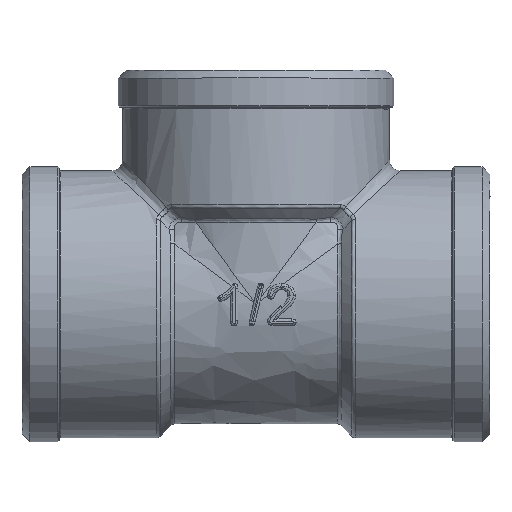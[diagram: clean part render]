
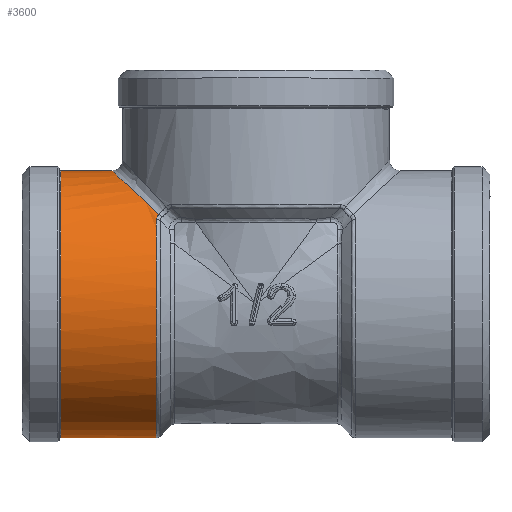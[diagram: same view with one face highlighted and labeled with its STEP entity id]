
A CAD part, top view. The second image highlights one B-rep face of the part: STEP entity #3600.
In plain terms, the highlighted free-form (B-spline) face has degree [2, 1] with [5, 2] control points.
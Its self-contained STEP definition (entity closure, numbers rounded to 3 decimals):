
#77 = VERTEX_POINT('',#78);
#78 = CARTESIAN_POINT('',(-8.594,-11.526,
    0.));
#2220 = VERTEX_POINT('',#2221);
#2221 = CARTESIAN_POINT('',(-16.853,11.526,0.));
#2240 = VERTEX_POINT('',#2241);
#2241 = CARTESIAN_POINT('',(-16.853,-11.526,
    0.));
#3600 = ADVANCED_FACE('',(#3601),#3649,.T.);
#3601 = FACE_BOUND('',#3602,.T.);
#3602 = EDGE_LOOP('',(#3603,#3611,#3616,#3624,#3635,#3644));
#3603 = ORIENTED_EDGE('',*,*,#3604,.T.);
#3604 = EDGE_CURVE('',#2220,#2240,#3605,.T.);
#3605 = ( BOUNDED_CURVE() B_SPLINE_CURVE(2,(#3606,#3607,#3608,#3609,
#3610),.UNSPECIFIED.,.F.,.F.) B_SPLINE_CURVE_WITH_KNOTS((3,2,3),(0.,
1.571,3.142),.PIECEWISE_BEZIER_KNOTS.) CURVE() 
GEOMETRIC_REPRESENTATION_ITEM() RATIONAL_B_SPLINE_CURVE((1.,
0.707,1.,0.707,1.)) REPRESENTATION_ITEM('') );
#3606 = CARTESIAN_POINT('',(-16.853,11.526,0.));
#3607 = CARTESIAN_POINT('',(-16.853,11.526,
    11.526));
#3608 = CARTESIAN_POINT('',(-16.853,0.,
    11.526));
#3609 = CARTESIAN_POINT('',(-16.853,-11.526,
    11.526));
#3610 = CARTESIAN_POINT('',(-16.853,-11.526,
    0.));
#3611 = ORIENTED_EDGE('',*,*,#3612,.T.);
#3612 = EDGE_CURVE('',#2240,#77,#3613,.T.);
#3613 = B_SPLINE_CURVE_WITH_KNOTS('',1,(#3614,#3615),.UNSPECIFIED.,.F.,
  .F.,(2,2),(-18.35,-9.357),.PIECEWISE_BEZIER_KNOTS.);
#3614 = CARTESIAN_POINT('',(-16.853,-11.526,
    0.));
#3615 = CARTESIAN_POINT('',(-8.594,-11.526,
    0.));
#3616 = ORIENTED_EDGE('',*,*,#3617,.T.);
#3617 = EDGE_CURVE('',#77,#3618,#3620,.T.);
#3618 = VERTEX_POINT('',#3619);
#3619 = CARTESIAN_POINT('',(-8.594,7.294,8.925
    ));
#3620 = ( BOUNDED_CURVE() B_SPLINE_CURVE(2,(#3621,#3622,#3623),
.UNSPECIFIED.,.F.,.F.) B_SPLINE_CURVE_WITH_KNOTS((3,3),(0.,
2.256),.PIECEWISE_BEZIER_KNOTS.) CURVE() 
GEOMETRIC_REPRESENTATION_ITEM() RATIONAL_B_SPLINE_CURVE((1.,
0.428,1.)) REPRESENTATION_ITEM('') );
#3621 = CARTESIAN_POINT('',(-8.594,-11.526,0.));
#3622 = CARTESIAN_POINT('',(-8.594,-11.526,
    24.305));
#3623 = CARTESIAN_POINT('',(-8.594,7.294,8.925
    ));
#3624 = ORIENTED_EDGE('',*,*,#3625,.T.);
#3625 = EDGE_CURVE('',#3618,#3626,#3628,.T.);
#3626 = VERTEX_POINT('',#3627);
#3627 = CARTESIAN_POINT('',(-8.376,7.758,
    8.524));
#3628 = B_SPLINE_CURVE_WITH_KNOTS('',3,(#3629,#3630,#3631,#3632,#3633,
    #3634),.UNSPECIFIED.,.F.,.F.,(4,2,4),(0.,0.,
    0.001),.UNSPECIFIED.);
#3629 = CARTESIAN_POINT('',(-8.594,7.294,8.925
    ));
#3630 = CARTESIAN_POINT('',(-8.594,7.38,8.854
    ));
#3631 = CARTESIAN_POINT('',(-8.576,7.463,8.784
    ));
#3632 = CARTESIAN_POINT('',(-8.502,7.622,8.646
    ));
#3633 = CARTESIAN_POINT('',(-8.447,7.694,
    8.582));
#3634 = CARTESIAN_POINT('',(-8.376,7.758,
    8.524));
#3635 = ORIENTED_EDGE('',*,*,#3636,.T.);
#3636 = EDGE_CURVE('',#3626,#3637,#3639,.T.);
#3637 = VERTEX_POINT('',#3638);
#3638 = CARTESIAN_POINT('',(-12.444,11.526,0.));
#3639 = ( BOUNDED_CURVE() B_SPLINE_CURVE(3,(#3640,#3641,#3642,#3643),
.UNSPECIFIED.,.F.,.F.) B_SPLINE_CURVE_WITH_KNOTS((4,4),(2.309,
3.142),.PIECEWISE_BEZIER_KNOTS.) CURVE() 
GEOMETRIC_REPRESENTATION_ITEM() RATIONAL_B_SPLINE_CURVE((1.,
0.943,0.943,1.)) REPRESENTATION_ITEM('') );
#3640 = CARTESIAN_POINT('',(-8.376,7.758,
    8.524));
#3641 = CARTESIAN_POINT('',(-11.006,10.194,
    6.307));
#3642 = CARTESIAN_POINT('',(-12.444,11.526,3.294)
  );
#3643 = CARTESIAN_POINT('',(-12.444,11.526,0.));
#3644 = ORIENTED_EDGE('',*,*,#3645,.F.);
#3645 = EDGE_CURVE('',#2220,#3637,#3646,.T.);
#3646 = B_SPLINE_CURVE_WITH_KNOTS('',1,(#3647,#3648),.UNSPECIFIED.,.F.,
  .F.,(2,2),(-18.35,-13.55),.PIECEWISE_BEZIER_KNOTS.);
#3647 = CARTESIAN_POINT('',(-16.853,11.526,0.));
#3648 = CARTESIAN_POINT('',(-12.444,11.526,0.));
#3649 = ( BOUNDED_SURFACE() B_SPLINE_SURFACE(2,1,(
    (#3650,#3651)
    ,(#3652,#3653)
    ,(#3654,#3655)
    ,(#3656,#3657)
    ,(#3658,#3659
)),.UNSPECIFIED.,.F.,.F.,.F.) B_SPLINE_SURFACE_WITH_KNOTS((3,2,3),(2,2),
  (0.,1.571,3.142),(-18.35,-9.12),
.PIECEWISE_BEZIER_KNOTS.) GEOMETRIC_REPRESENTATION_ITEM() 
RATIONAL_B_SPLINE_SURFACE((
    (1.,1.)
    ,(0.707,0.707)
    ,(1.,1.)
    ,(0.707,0.707)
,(1.,1.))) REPRESENTATION_ITEM('') SURFACE() );
#3650 = CARTESIAN_POINT('',(-16.853,11.526,0.));
#3651 = CARTESIAN_POINT('',(-8.376,11.526,0.));
#3652 = CARTESIAN_POINT('',(-16.853,11.526,
    11.526));
#3653 = CARTESIAN_POINT('',(-8.376,11.526,
    11.526));
#3654 = CARTESIAN_POINT('',(-16.853,0.,
    11.526));
#3655 = CARTESIAN_POINT('',(-8.376,0.,
    11.526));
#3656 = CARTESIAN_POINT('',(-16.853,-11.526,
    11.526));
#3657 = CARTESIAN_POINT('',(-8.376,-11.526,
    11.526));
#3658 = CARTESIAN_POINT('',(-16.853,-11.526,
    0.));
#3659 = CARTESIAN_POINT('',(-8.376,-11.526,
    0.));
